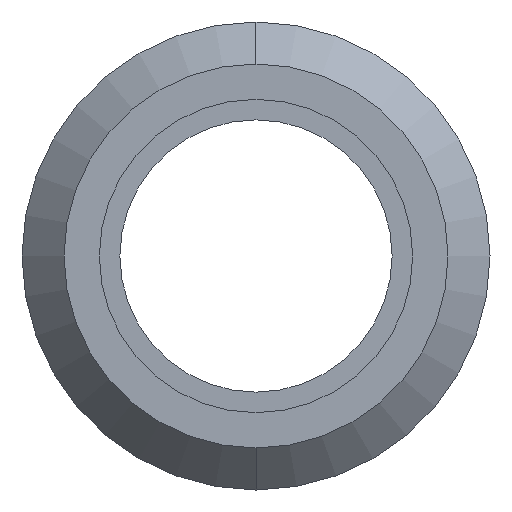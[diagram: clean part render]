
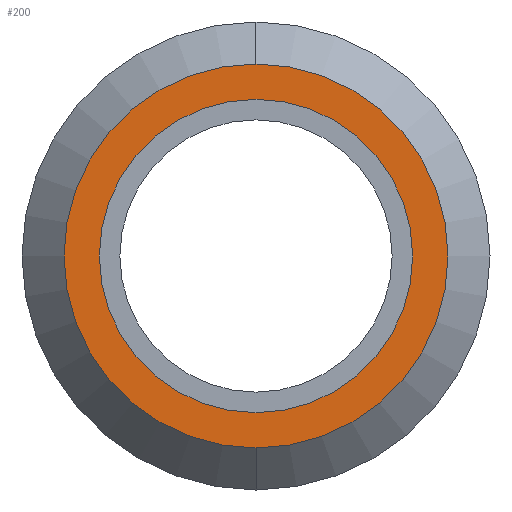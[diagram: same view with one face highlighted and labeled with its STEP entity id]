
A CAD part, left-side view. The second image highlights one B-rep face of the part: STEP entity #200.
In plain terms, the highlighted planar face has unit normal (-1, 0, 0).
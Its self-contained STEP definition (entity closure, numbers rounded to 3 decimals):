
#36 = DIRECTION ( 'NONE',  ( 0., 0., -1. ) ) ;
#41 = DIRECTION ( 'NONE',  ( 1., 0., 0. ) ) ;
#48 = CARTESIAN_POINT ( 'NONE',  ( -5.115, 0., 0. ) ) ;
#111 = AXIS2_PLACEMENT_3D ( 'NONE', #166, #162, #122 ) ;
#122 = DIRECTION ( 'NONE',  ( 0., 0., -1. ) ) ;
#149 = DIRECTION ( 'NONE',  ( 0., 0., 1. ) ) ;
#158 = ORIENTED_EDGE ( 'NONE', *, *, #326, .F. ) ;
#162 = DIRECTION ( 'NONE',  ( 1., 0., 0. ) ) ;
#163 = EDGE_LOOP ( 'NONE', ( #636, #598 ) ) ;
#166 = CARTESIAN_POINT ( 'NONE',  ( -5.115, 0., 0. ) ) ;
#171 = CARTESIAN_POINT ( 'NONE',  ( -5.115, 0., 0. ) ) ;
#199 = AXIS2_PLACEMENT_3D ( 'NONE', #48, #41, #36 ) ;
#200 = ADVANCED_FACE ( 'NONE', ( #540, #299 ), #548, .T. ) ;
#231 = EDGE_CURVE ( 'NONE', #396, #302, #277, .T. ) ;
#271 = EDGE_LOOP ( 'NONE', ( #584, #158 ) ) ;
#277 = CIRCLE ( 'NONE', #400, 9.805 ) ;
#279 = DIRECTION ( 'NONE',  ( 0., 0., -1. ) ) ;
#286 = DIRECTION ( 'NONE',  ( -1., 0., 0. ) ) ;
#299 = FACE_OUTER_BOUND ( 'NONE', #271, .T. ) ;
#302 = VERTEX_POINT ( 'NONE', #566 ) ;
#321 = CARTESIAN_POINT ( 'NONE',  ( -5.115, 0., -9.805 ) ) ;
#326 = EDGE_CURVE ( 'NONE', #302, #396, #654, .T. ) ;
#348 = EDGE_CURVE ( 'NONE', #560, #512, #495, .T. ) ;
#368 = AXIS2_PLACEMENT_3D ( 'NONE', #373, #286, #149 ) ;
#372 = CIRCLE ( 'NONE', #749, 8. ) ;
#373 = CARTESIAN_POINT ( 'NONE',  ( -5.115, 8., 0. ) ) ;
#396 = VERTEX_POINT ( 'NONE', #321 ) ;
#400 = AXIS2_PLACEMENT_3D ( 'NONE', #171, #606, #279 ) ;
#495 = CIRCLE ( 'NONE', #199, 8. ) ;
#512 = VERTEX_POINT ( 'NONE', #684 ) ;
#539 = CARTESIAN_POINT ( 'NONE',  ( -5.115, 0., 0. ) ) ;
#540 = FACE_BOUND ( 'NONE', #163, .T. ) ;
#548 = PLANE ( 'NONE',  #368 ) ;
#560 = VERTEX_POINT ( 'NONE', #711 ) ;
#566 = CARTESIAN_POINT ( 'NONE',  ( -5.115, 0., 9.805 ) ) ;
#584 = ORIENTED_EDGE ( 'NONE', *, *, #231, .F. ) ;
#596 = DIRECTION ( 'NONE',  ( 1., 0., 0. ) ) ;
#598 = ORIENTED_EDGE ( 'NONE', *, *, #652, .T. ) ;
#606 = DIRECTION ( 'NONE',  ( 1., 0., 0. ) ) ;
#636 = ORIENTED_EDGE ( 'NONE', *, *, #348, .T. ) ;
#652 = EDGE_CURVE ( 'NONE', #512, #560, #372, .T. ) ;
#654 = CIRCLE ( 'NONE', #111, 9.805 ) ;
#684 = CARTESIAN_POINT ( 'NONE',  ( -5.115, 0., 8. ) ) ;
#711 = CARTESIAN_POINT ( 'NONE',  ( -5.115, 0., -8. ) ) ;
#726 = DIRECTION ( 'NONE',  ( 0., 0., -1. ) ) ;
#749 = AXIS2_PLACEMENT_3D ( 'NONE', #539, #596, #726 ) ;
